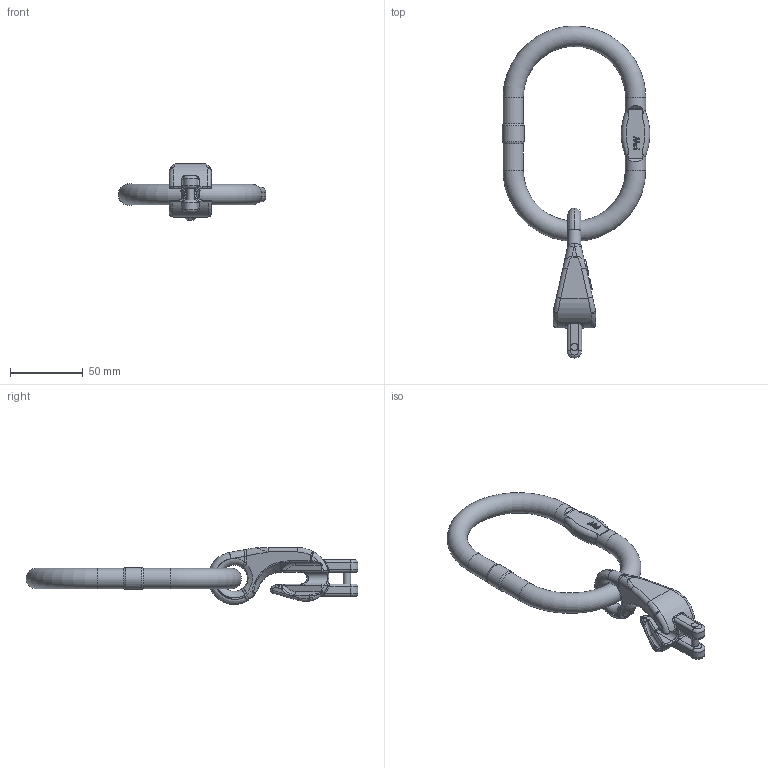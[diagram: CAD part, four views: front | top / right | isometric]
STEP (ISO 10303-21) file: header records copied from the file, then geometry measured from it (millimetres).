
FILE_DESCRIPTION(/* description */ (''),/* implementation_level */ '2;1');
FILE_NAME(/* name */ 'pewag_VMXKW_1-6.stp',/* time_stamp */ '2017-11-08T15:46:25+01:00',/* author */ (''),/* organization */ (''),/* preprocessor_version */ 'ST-DEVELOPER v16',/* originating_system */ 'SIEMENS PLM Software NX 11.0',/* authorisation */ '');
FILE_SCHEMA (('AUTOMOTIVE_DESIGN { 1 0 10303 214 3 1 1 1 }'));
Length unit declared in the file: millimetre
Products named in the file (1): zer27EC82323otr
Bounding box: 101.29 x 227.99 x 38.98 mm (x, y, z)
Volume: 88773.5 mm3; surface area: 26973 mm2
Topology: 3 solids, 3 shells, 620 faces, 1572 edges, 980 vertices
Faces by surface type: plane 234, extrusion 133, bspline 112, cylinder 96, torus 31, sphere 8, cone 6
Full cylindrical faces by diameter (mm): 5 x3, 14 x4, 15.05 x1
Entity records: 22498 total; most frequent: CARTESIAN_POINT 8844, ORIENTED_EDGE 3096, DIRECTION 2230, EDGE_CURVE 1548, VERTEX_POINT 974, VECTOR 806, AXIS2_PLACEMENT_3D 712, LINE 673
